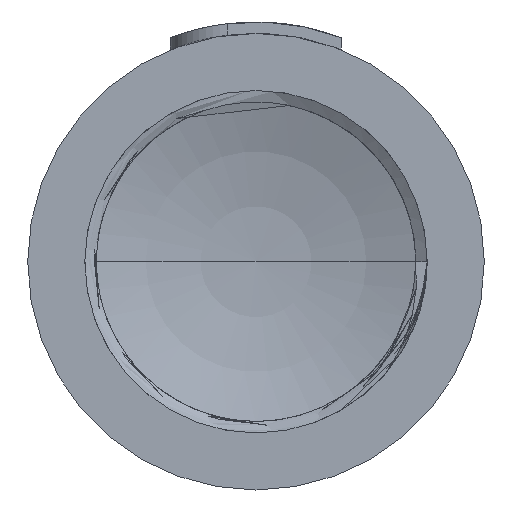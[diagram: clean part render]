
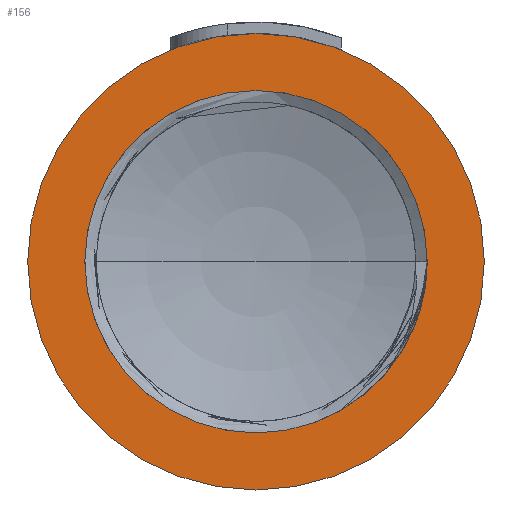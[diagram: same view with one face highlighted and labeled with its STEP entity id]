
A CAD part, front view. The second image highlights one B-rep face of the part: STEP entity #156.
In plain terms, the highlighted planar face has unit normal (0, -1, 0).
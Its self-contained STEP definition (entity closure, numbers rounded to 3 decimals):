
#156=ADVANCED_FACE('',(#315,#316),#317,.F.);
#315=FACE_BOUND('',#481,.T.);
#316=FACE_OUTER_BOUND('',#482,.T.);
#317=PLANE('',#483);
#481=EDGE_LOOP('',(#2763,#2764));
#482=EDGE_LOOP('',(#2765,#2766));
#483=AXIS2_PLACEMENT_3D('',#2767,#2768,#2769);
#2763=ORIENTED_EDGE('',*,*,#3013,.F.);
#2764=ORIENTED_EDGE('',*,*,#2819,.F.);
#2765=ORIENTED_EDGE('',*,*,#2950,.T.);
#2766=ORIENTED_EDGE('',*,*,#2825,.T.);
#2767=CARTESIAN_POINT('',(0.,0.,-4.0));
#2768=DIRECTION('',(0.0,1.0,0.0));
#2769=DIRECTION('',(-1.0,0.0,0.));
#2819=EDGE_CURVE('',#3035,#3032,#3037,.T.);
#2825=EDGE_CURVE('',#3048,#3046,#3049,.T.);
#2950=EDGE_CURVE('',#3046,#3048,#3255,.T.);
#3013=EDGE_CURVE('',#3032,#3035,#3358,.T.);
#3032=VERTEX_POINT('',#3384);
#3035=VERTEX_POINT('',#3388);
#3037=CIRCLE('',#3391,3.0);
#3046=VERTEX_POINT('',#3400);
#3048=VERTEX_POINT('',#3403);
#3049=CIRCLE('',#3404,4.0);
#3255=CIRCLE('',#3670,4.0);
#3358=CIRCLE('',#3818,3.0);
#3384=CARTESIAN_POINT('',(3.0,0.0,0.));
#3388=CARTESIAN_POINT('',(-3.0,0.0,0.));
#3391=AXIS2_PLACEMENT_3D('',#4699,#4700,#4701);
#3400=CARTESIAN_POINT('',(4.0,0.,0.));
#3403=CARTESIAN_POINT('',(-4.0,0.,0.));
#3404=AXIS2_PLACEMENT_3D('',#4715,#4716,#4717);
#3670=AXIS2_PLACEMENT_3D('',#4991,#4992,#4993);
#3818=AXIS2_PLACEMENT_3D('',#5105,#5106,#5107);
#4699=CARTESIAN_POINT('',(0.0,0.0,0.0));
#4700=DIRECTION('',(0.0,-1.0,0.0));
#4701=DIRECTION('',(1.0,0.0,0.));
#4715=CARTESIAN_POINT('',(0.0,0.,0.0));
#4716=DIRECTION('',(0.0,-1.0,0.0));
#4717=DIRECTION('',(1.0,0.0,0.));
#4991=CARTESIAN_POINT('',(0.0,0.,0.0));
#4992=DIRECTION('',(0.0,-1.0,0.0));
#4993=DIRECTION('',(1.0,0.0,0.));
#5105=CARTESIAN_POINT('',(0.0,0.0,0.0));
#5106=DIRECTION('',(0.0,-1.0,0.0));
#5107=DIRECTION('',(1.0,0.0,0.));
